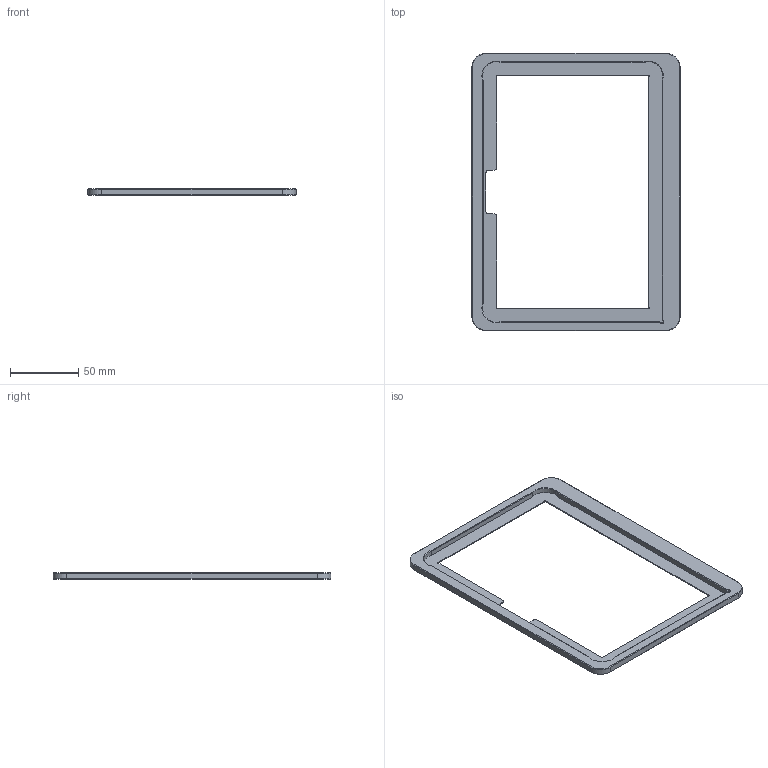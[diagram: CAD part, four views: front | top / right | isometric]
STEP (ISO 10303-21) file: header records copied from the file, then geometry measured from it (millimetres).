
FILE_DESCRIPTION (( 'STEP AP203' ), '1' );
FILE_NAME ('bottom_panel.STEP', '2025-01-01T02:30:30', ( '' ), ( '' ), 'SwSTEP 2.0', 'SolidWorks 2018', '' );
FILE_SCHEMA (( 'CONFIG_CONTROL_DESIGN' ));
Length unit declared in the file: millimetre
Products named in the file (1): bottom_panel
Bounding box: 152.8 x 203.8 x 5 mm (x, y, z)
Volume: 35873.8 mm3; surface area: 29618 mm2
Topology: 1 solids, 1 shells, 103 faces, 246 edges, 146 vertices
Faces by surface type: plane 59, cone 24, cylinder 20
Entity records: 3009 total; most frequent: CARTESIAN_POINT 544, DIRECTION 502, ORIENTED_EDGE 492, EDGE_CURVE 246, AXIS2_PLACEMENT_3D 168, VECTOR 166, LINE 166, VERTEX_POINT 146
